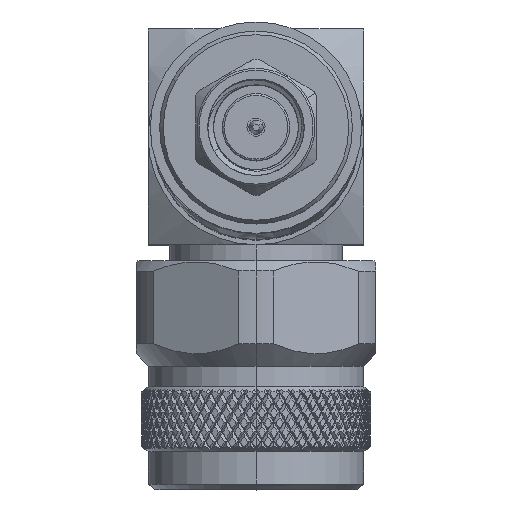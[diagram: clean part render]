
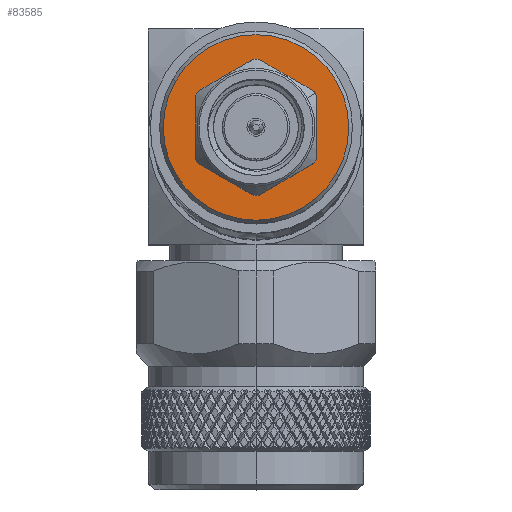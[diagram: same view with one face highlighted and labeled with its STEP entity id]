
A CAD part, top view. The second image highlights one B-rep face of the part: STEP entity #83585.
In plain terms, the highlighted face is planar.
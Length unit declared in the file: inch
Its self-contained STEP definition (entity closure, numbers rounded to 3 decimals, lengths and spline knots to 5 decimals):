
#1423 = VERTEX_POINT ( 'NONE', #51649 ) ;
#3216 = CARTESIAN_POINT ( 'NONE',  ( 0.34695, 0., 0. ) ) ;
#6514 = EDGE_CURVE ( 'NONE', #55828, #1423, #74851, .T. ) ;
#8102 = AXIS2_PLACEMENT_3D ( 'NONE', #74801, #68237, #18743 ) ;
#10317 = AXIS2_PLACEMENT_3D ( 'NONE', #29994, #58401, #65046 ) ;
#18743 = DIRECTION ( 'NONE',  ( 0., 0., 1. ) ) ;
#29453 = CIRCLE ( 'NONE', #8102, 0.24069 ) ;
#29994 = CARTESIAN_POINT ( 'NONE',  ( 0.34695, 0., 0. ) ) ;
#30538 = DIRECTION ( 'NONE',  ( 1., 0., 0. ) ) ;
#31852 = ORIENTED_EDGE ( 'NONE', *, *, #6514, .T. ) ;
#34027 = EDGE_CURVE ( 'NONE', #1423, #55828, #29453, .T. ) ;
#36304 = AXIS2_PLACEMENT_3D ( 'NONE', #3216, #30538, #65536 ) ;
#37444 = PLANE ( 'NONE',  #36304 ) ;
#43208 = ORIENTED_EDGE ( 'NONE', *, *, #34027, .T. ) ;
#49423 = FACE_OUTER_BOUND ( 'NONE', #52299, .T. ) ;
#51649 = CARTESIAN_POINT ( 'NONE',  ( 0.34695, 0., 0.24069 ) ) ;
#52299 = EDGE_LOOP ( 'NONE', ( #31852, #43208 ) ) ;
#55828 = VERTEX_POINT ( 'NONE', #85820 ) ;
#58401 = DIRECTION ( 'NONE',  ( -1., 0., 0. ) ) ;
#65046 = DIRECTION ( 'NONE',  ( 0., 0., 1. ) ) ;
#65536 = DIRECTION ( 'NONE',  ( 0., 0., -1. ) ) ;
#68237 = DIRECTION ( 'NONE',  ( -1., 0., 0. ) ) ;
#74801 = CARTESIAN_POINT ( 'NONE',  ( 0.34695, 0., 0. ) ) ;
#74851 = CIRCLE ( 'NONE', #10317, 0.24069 ) ;
#83585 = ADVANCED_FACE ( 'NONE', ( #49423 ), #37444, .F. ) ;
#85820 = CARTESIAN_POINT ( 'NONE',  ( 0.34695, 0., -0.24069 ) ) ;
